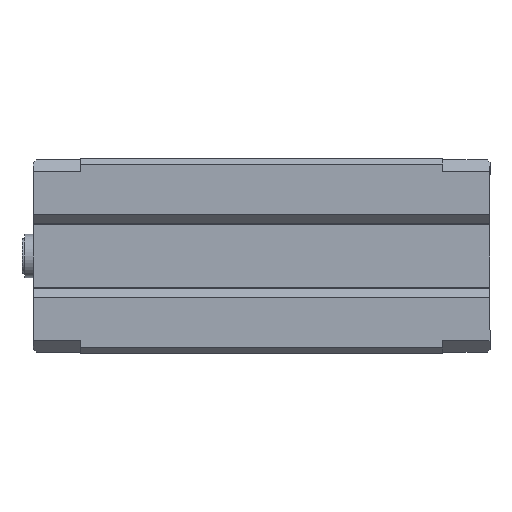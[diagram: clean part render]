
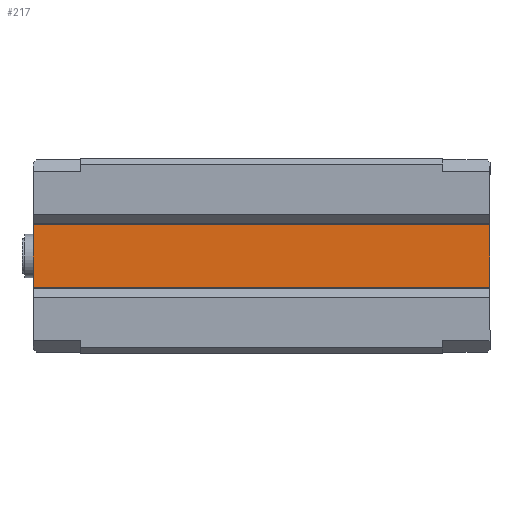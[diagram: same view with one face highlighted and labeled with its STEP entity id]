
A CAD part, front view. The second image highlights one B-rep face of the part: STEP entity #217.
In plain terms, the highlighted planar face has unit normal (0, -1, 0).
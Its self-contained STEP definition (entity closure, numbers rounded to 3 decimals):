
#99 = CARTESIAN_POINT ( 'NONE',  ( -39.7, 10., -5.6 ) ) ;
#178 = VERTEX_POINT ( 'NONE', #2841 ) ;
#182 = CARTESIAN_POINT ( 'NONE',  ( 39.7, 10., 5.6 ) ) ;
#217 = ADVANCED_FACE ( 'NONE', ( #1948 ), #2859, .T. ) ;
#251 = VECTOR ( 'NONE', #773, 1000. ) ;
#412 = DIRECTION ( 'NONE',  ( 0., -1., 0. ) ) ;
#637 = VECTOR ( 'NONE', #3749, 1000. ) ;
#773 = DIRECTION ( 'NONE',  ( -1., 0., 0. ) ) ;
#802 = EDGE_CURVE ( 'NONE', #3381, #1844, #2867, .T. ) ;
#1207 = LINE ( 'NONE', #2504, #637 ) ;
#1338 = VECTOR ( 'NONE', #3241, 1000. ) ;
#1384 = DIRECTION ( 'NONE',  ( 0., 0., -1. ) ) ;
#1559 = EDGE_CURVE ( 'NONE', #178, #3371, #1207, .T. ) ;
#1601 = CARTESIAN_POINT ( 'NONE',  ( 39.7, 10., 5.6 ) ) ;
#1619 = LINE ( 'NONE', #99, #2483 ) ;
#1622 = LINE ( 'NONE', #2562, #1338 ) ;
#1684 = EDGE_CURVE ( 'NONE', #3371, #3381, #1622, .T. ) ;
#1696 = CARTESIAN_POINT ( 'NONE',  ( 39.7, 10., -5.6 ) ) ;
#1789 = AXIS2_PLACEMENT_3D ( 'NONE', #3190, #412, #2879 ) ;
#1844 = VERTEX_POINT ( 'NONE', #2996 ) ;
#1948 = FACE_OUTER_BOUND ( 'NONE', #3546, .T. ) ;
#2425 = ORIENTED_EDGE ( 'NONE', *, *, #3191, .T. ) ;
#2483 = VECTOR ( 'NONE', #1384, 1000. ) ;
#2504 = CARTESIAN_POINT ( 'NONE',  ( 39.7, 10., -5.6 ) ) ;
#2562 = CARTESIAN_POINT ( 'NONE',  ( 39.7, 10., -5.6 ) ) ;
#2646 = ORIENTED_EDGE ( 'NONE', *, *, #802, .T. ) ;
#2757 = ORIENTED_EDGE ( 'NONE', *, *, #1559, .T. ) ;
#2841 = CARTESIAN_POINT ( 'NONE',  ( -39.7, 10., -5.6 ) ) ;
#2859 = PLANE ( 'NONE',  #1789 ) ;
#2867 = LINE ( 'NONE', #1601, #251 ) ;
#2879 = DIRECTION ( 'NONE',  ( 0., 0., -1. ) ) ;
#2996 = CARTESIAN_POINT ( 'NONE',  ( -39.7, 10., 5.6 ) ) ;
#3190 = CARTESIAN_POINT ( 'NONE',  ( 39.7, 10., -5.6 ) ) ;
#3191 = EDGE_CURVE ( 'NONE', #1844, #178, #1619, .T. ) ;
#3241 = DIRECTION ( 'NONE',  ( 0., 0., 1. ) ) ;
#3371 = VERTEX_POINT ( 'NONE', #1696 ) ;
#3381 = VERTEX_POINT ( 'NONE', #182 ) ;
#3460 = ORIENTED_EDGE ( 'NONE', *, *, #1684, .T. ) ;
#3546 = EDGE_LOOP ( 'NONE', ( #3460, #2646, #2425, #2757 ) ) ;
#3749 = DIRECTION ( 'NONE',  ( 1., 0., 0. ) ) ;
